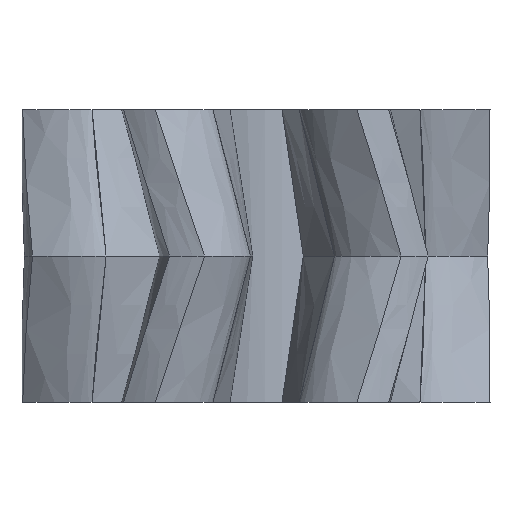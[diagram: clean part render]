
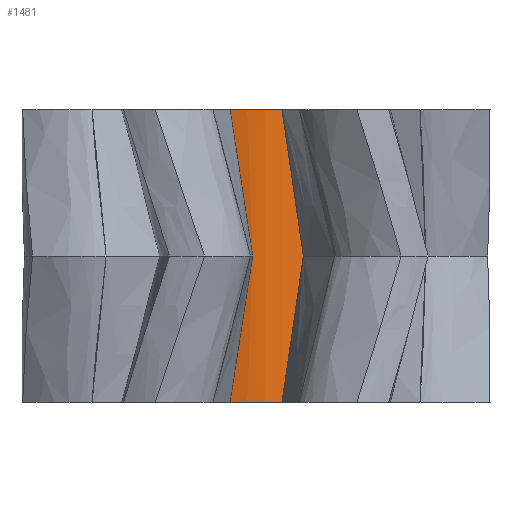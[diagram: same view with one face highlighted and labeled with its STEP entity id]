
A CAD part, front view. The second image highlights one B-rep face of the part: STEP entity #1481.
In plain terms, the highlighted cylindrical face has radius 1.75 mm (diameter 3.5 mm), a partial arc.
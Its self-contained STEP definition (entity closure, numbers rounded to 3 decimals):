
#98=B_SPLINE_CURVE_WITH_KNOTS('',3,(#2901,#2902,#2903,#2904),
 .UNSPECIFIED.,.F.,.F.,(4,4),(0.,0.253),.UNSPECIFIED.);
#101=B_SPLINE_CURVE_WITH_KNOTS('',3,(#2955,#2956,#2957,#2958),
 .UNSPECIFIED.,.F.,.F.,(4,4),(0.,0.253),.UNSPECIFIED.);
#146=B_SPLINE_CURVE_WITH_KNOTS('',3,(#9600,#9601,#9602,#9603),
 .UNSPECIFIED.,.F.,.F.,(4,4),(0.,0.253),.UNSPECIFIED.);
#148=B_SPLINE_CURVE_WITH_KNOTS('',3,(#9614,#9615,#9616,#9617),
 .UNSPECIFIED.,.F.,.F.,(4,4),(0.,0.253),.UNSPECIFIED.);
#323=FACE_OUTER_BOUND('',#417,.T.);
#417=EDGE_LOOP('',(#1203,#1204,#1205,#1206,#1207,#1208));
#541=CIRCLE('',#1546,1.75);
#555=CIRCLE('',#1562,1.75);
#581=VERTEX_POINT('',#2899);
#582=VERTEX_POINT('',#2900);
#587=VERTEX_POINT('',#2953);
#588=VERTEX_POINT('',#2954);
#670=VERTEX_POINT('',#9599);
#672=VERTEX_POINT('',#9613);
#733=EDGE_CURVE('',#581,#582,#98,.T.);
#740=EDGE_CURVE('',#587,#588,#101,.T.);
#780=EDGE_CURVE('',#588,#581,#541,.T.);
#865=EDGE_CURVE('',#670,#582,#146,.T.);
#869=EDGE_CURVE('',#587,#672,#148,.T.);
#870=EDGE_CURVE('',#672,#670,#555,.T.);
#1203=ORIENTED_EDGE('',*,*,#865,.T.);
#1204=ORIENTED_EDGE('',*,*,#733,.F.);
#1205=ORIENTED_EDGE('',*,*,#780,.F.);
#1206=ORIENTED_EDGE('',*,*,#740,.F.);
#1207=ORIENTED_EDGE('',*,*,#869,.T.);
#1208=ORIENTED_EDGE('',*,*,#870,.T.);
#1424=CYLINDRICAL_SURFACE('',#1561,1.75);
#1481=ADVANCED_FACE('',(#323),#1424,.T.);
#1546=AXIS2_PLACEMENT_3D('',#5312,#1612,#1613);
#1561=AXIS2_PLACEMENT_3D('',#9612,#1656,#1657);
#1562=AXIS2_PLACEMENT_3D('',#9618,#1658,#1659);
#1612=DIRECTION('center_axis',(0.,0.,1.));
#1613=DIRECTION('ref_axis',(1.,0.,0.));
#1656=DIRECTION('center_axis',(0.,0.,1.));
#1657=DIRECTION('ref_axis',(1.,0.,0.));
#1658=DIRECTION('center_axis',(0.,0.,1.));
#1659=DIRECTION('ref_axis',(1.,0.,0.));
#2899=CARTESIAN_POINT('',(30.7,-1.693,5.));
#2900=CARTESIAN_POINT('',(31.064,-1.553,2.5));
#2901=CARTESIAN_POINT('Ctrl Pts',(30.7,-1.693,5.));
#2902=CARTESIAN_POINT('Ctrl Pts',(30.826,-1.66,4.167));
#2903=CARTESIAN_POINT('Ctrl Pts',(30.948,-1.613,3.333));
#2904=CARTESIAN_POINT('Ctrl Pts',(31.064,-1.553,2.5));
#2953=CARTESIAN_POINT('',(30.199,-1.749,2.5));
#2954=CARTESIAN_POINT('',(29.812,-1.693,5.));
#2955=CARTESIAN_POINT('Ctrl Pts',(30.199,-1.749,2.5));
#2956=CARTESIAN_POINT('Ctrl Pts',(30.068,-1.745,3.333));
#2957=CARTESIAN_POINT('Ctrl Pts',(29.939,-1.726,4.167));
#2958=CARTESIAN_POINT('Ctrl Pts',(29.812,-1.693,5.));
#5312=CARTESIAN_POINT('Origin',(30.256,0.,5.));
#9599=CARTESIAN_POINT('',(30.7,-1.693,0.));
#9600=CARTESIAN_POINT('Ctrl Pts',(30.7,-1.693,0.));
#9601=CARTESIAN_POINT('Ctrl Pts',(30.826,-1.66,0.833));
#9602=CARTESIAN_POINT('Ctrl Pts',(30.948,-1.613,1.667));
#9603=CARTESIAN_POINT('Ctrl Pts',(31.064,-1.553,2.5));
#9612=CARTESIAN_POINT('Origin',(30.256,0.,0.));
#9613=CARTESIAN_POINT('',(29.812,-1.693,0.));
#9614=CARTESIAN_POINT('Ctrl Pts',(30.199,-1.749,2.5));
#9615=CARTESIAN_POINT('Ctrl Pts',(30.068,-1.745,1.667));
#9616=CARTESIAN_POINT('Ctrl Pts',(29.939,-1.726,0.833));
#9617=CARTESIAN_POINT('Ctrl Pts',(29.812,-1.693,0.));
#9618=CARTESIAN_POINT('Origin',(30.256,0.,0.));
